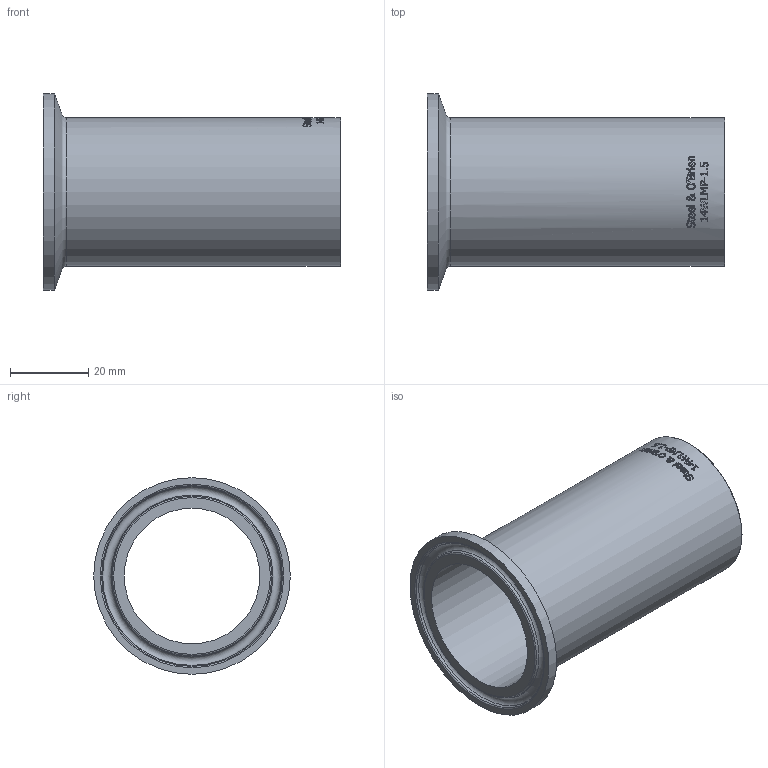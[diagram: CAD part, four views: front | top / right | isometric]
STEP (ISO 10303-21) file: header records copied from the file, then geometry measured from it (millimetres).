
FILE_DESCRIPTION(/* description */ (''),/* implementation_level */ '2;1');
FILE_NAME(/* name */ '14WLMP-1.5.stp',/* time_stamp */ '2019-01-23T16:20:02-05:00',/* author */ ('rick'),/* organization */ (''),/* preprocessor_version */ 'ST-DEVELOPER v15.2',/* originating_system */ 'Autodesk Inventor 2014',/* authorisation */ '');
FILE_SCHEMA (('AUTOMOTIVE_DESIGN { 1 0 10303 214 3 1 1 }'));
Length unit declared in the file: inch
Products named in the file (1): 14WLMP-1.5
Bounding box: 76.2 x 50.39 x 50.39 mm (x, y, z)
Volume: 17267.6 mm3; surface area: 19640.4 mm2
Topology: 1 solids, 1 shells, 360 faces, 960 edges, 637 vertices
Faces by surface type: plane 172, bspline 142, cylinder 37, torus 6, cone 3
Full cylindrical faces by diameter (mm): 34.798 x1, 38.1 x1, 50.394 x1
Entity records: 13883 total; most frequent: CARTESIAN_POINT 5655, ORIENTED_EDGE 1896, DIRECTION 1317, EDGE_CURVE 948, VERTEX_POINT 637, LINE 449, VECTOR 449, AXIS2_PLACEMENT_3D 434
